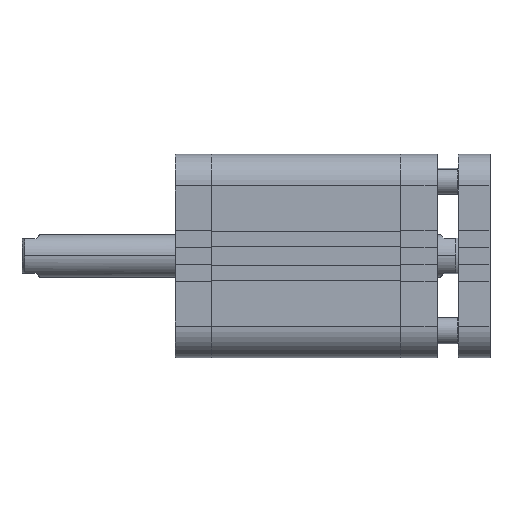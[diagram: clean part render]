
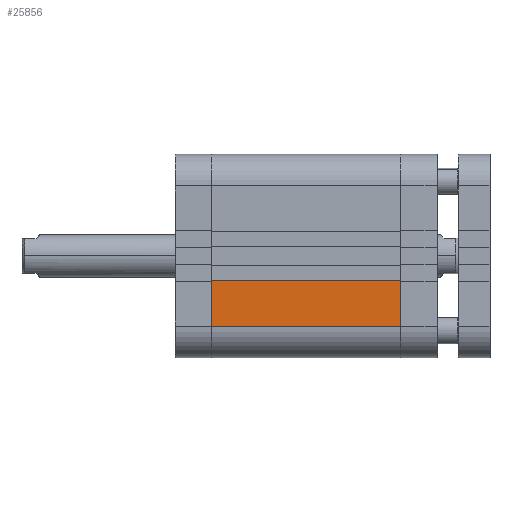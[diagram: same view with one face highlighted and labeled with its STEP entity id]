
A CAD part, front view. The second image highlights one B-rep face of the part: STEP entity #25856.
In plain terms, the highlighted planar face has unit normal (0, -1, 0).
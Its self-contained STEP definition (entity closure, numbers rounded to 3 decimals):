
#296 = CARTESIAN_POINT ( 'NONE',  ( 0., -38.5, -38.5 ) ) ;
#528 = VERTEX_POINT ( 'NONE', #26523 ) ;
#1347 = DIRECTION ( 'NONE',  ( 0., 0., 1. ) ) ;
#3118 = EDGE_CURVE ( 'NONE', #33331, #13993, #31140, .T. ) ;
#3229 = VECTOR ( 'NONE', #34042, 1000. ) ;
#5989 = VECTOR ( 'NONE', #25686, 1000. ) ;
#6547 = DIRECTION ( 'NONE',  ( -1., 0., 0. ) ) ;
#6643 = ORIENTED_EDGE ( 'NONE', *, *, #7286, .F. ) ;
#7051 = VECTOR ( 'NONE', #6547, 1000. ) ;
#7286 = EDGE_CURVE ( 'NONE', #33331, #528, #22304, .T. ) ;
#7813 = CARTESIAN_POINT ( 'NONE',  ( 71.5, -38.5, -38.5 ) ) ;
#8419 = LINE ( 'NONE', #29867, #17656 ) ;
#8978 = EDGE_LOOP ( 'NONE', ( #17947, #41150, #18313, #6643 ) ) ;
#9872 = LINE ( 'NONE', #296, #5989 ) ;
#12892 = CARTESIAN_POINT ( 'NONE',  ( 71.5, -38.5, -38.5 ) ) ;
#13993 = VERTEX_POINT ( 'NONE', #39674 ) ;
#14924 = CARTESIAN_POINT ( 'NONE',  ( 0., -38.5, -26.5 ) ) ;
#17593 = DIRECTION ( 'NONE',  ( 0., 1., 0. ) ) ;
#17656 = VECTOR ( 'NONE', #23433, 1000. ) ;
#17947 = ORIENTED_EDGE ( 'NONE', *, *, #3118, .T. ) ;
#18313 = ORIENTED_EDGE ( 'NONE', *, *, #30310, .T. ) ;
#19043 = CARTESIAN_POINT ( 'NONE',  ( 71.5, -38.5, -9.3 ) ) ;
#20318 = AXIS2_PLACEMENT_3D ( 'NONE', #7813, #17593, #1347 ) ;
#20651 = VERTEX_POINT ( 'NONE', #14924 ) ;
#22304 = LINE ( 'NONE', #12892, #3229 ) ;
#23433 = DIRECTION ( 'NONE',  ( 1., 0., 0. ) ) ;
#25686 = DIRECTION ( 'NONE',  ( 0., 0., -1. ) ) ;
#25856 = ADVANCED_FACE ( 'NONE', ( #33649 ), #33235, .F. ) ;
#26523 = CARTESIAN_POINT ( 'NONE',  ( 71.5, -38.5, -26.5 ) ) ;
#29867 = CARTESIAN_POINT ( 'NONE',  ( 71.5, -38.5, -26.5 ) ) ;
#30310 = EDGE_CURVE ( 'NONE', #20651, #528, #8419, .T. ) ;
#31140 = LINE ( 'NONE', #31558, #7051 ) ;
#31558 = CARTESIAN_POINT ( 'NONE',  ( 71.501, -38.5, -9.3 ) ) ;
#33235 = PLANE ( 'NONE',  #20318 ) ;
#33331 = VERTEX_POINT ( 'NONE', #19043 ) ;
#33649 = FACE_OUTER_BOUND ( 'NONE', #8978, .T. ) ;
#34042 = DIRECTION ( 'NONE',  ( 0., 0., -1. ) ) ;
#36704 = EDGE_CURVE ( 'NONE', #13993, #20651, #9872, .T. ) ;
#39674 = CARTESIAN_POINT ( 'NONE',  ( 0., -38.5, -9.3 ) ) ;
#41150 = ORIENTED_EDGE ( 'NONE', *, *, #36704, .T. ) ;
